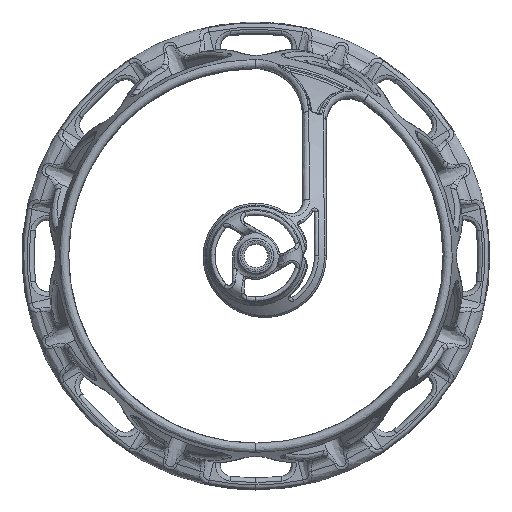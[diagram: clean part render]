
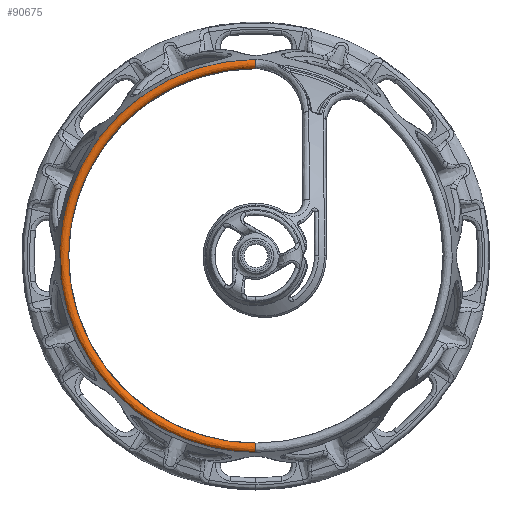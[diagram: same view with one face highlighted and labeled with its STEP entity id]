
A CAD part, left-side view. The second image highlights one B-rep face of the part: STEP entity #90675.
In plain terms, the highlighted free-form (B-spline) face has degree [2, 2] with [9, 9] control points.
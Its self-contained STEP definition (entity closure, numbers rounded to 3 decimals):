
#3992 = VERTEX_POINT('',#3993);
#3993 = CARTESIAN_POINT('',(-2.035,0.,
    41.966));
#4002 = EDGE_CURVE('',#3992,#4003,#4005,.T.);
#4003 = VERTEX_POINT('',#4004);
#4004 = CARTESIAN_POINT('',(-1.775,0.,40.));
#4005 = ( BOUNDED_CURVE() B_SPLINE_CURVE(2,(#4006,#4007,#4008,#4009,
#4010),.UNSPECIFIED.,.F.,.F.) B_SPLINE_CURVE_WITH_KNOTS((3,2,3),(0.,
82.466,164.932),.UNSPECIFIED.) CURVE() 
GEOMETRIC_REPRESENTATION_ITEM() RATIONAL_B_SPLINE_CURVE((1.,
0.752,1.,0.752,1.)) REPRESENTATION_ITEM('') );
#4006 = CARTESIAN_POINT('',(-2.035,0.,
    41.966));
#4007 = CARTESIAN_POINT('',(-2.881,0.,
    41.738));
#4008 = CARTESIAN_POINT('',(-2.766,0.,
    40.869));
#4009 = CARTESIAN_POINT('',(-2.651,0.,40.));
#4010 = CARTESIAN_POINT('',(-1.775,0.,40.));
#4644 = VERTEX_POINT('',#4645);
#4645 = CARTESIAN_POINT('',(-2.035,0.,
    -41.966));
#4653 = EDGE_CURVE('',#3992,#4644,#4654,.T.);
#4654 = ( BOUNDED_CURVE() B_SPLINE_CURVE(2,(#4655,#4656,#4657,#4658,
#4659,#4660,#4661),.UNSPECIFIED.,.F.,.F.) B_SPLINE_CURVE_WITH_KNOTS((3,2
    ,2,3),(197.425,278.712,360.,378.097),
.UNSPECIFIED.) CURVE() GEOMETRIC_REPRESENTATION_ITEM() 
RATIONAL_B_SPLINE_CURVE((1.,0.759,1.,0.759,1.,
0.946,0.917)) REPRESENTATION_ITEM('') );
#4655 = CARTESIAN_POINT('',(-2.035,0.,
    41.966));
#4656 = CARTESIAN_POINT('',(-2.035,36.025,
    41.966));
#4657 = CARTESIAN_POINT('',(-2.035,41.481,
    6.357));
#4658 = CARTESIAN_POINT('',(-2.035,46.938,
    -29.252));
#4659 = CARTESIAN_POINT('',(-2.035,12.567,
    -40.04));
#4660 = CARTESIAN_POINT('',(-2.035,6.431,
    -41.966));
#4661 = CARTESIAN_POINT('',(-2.035,0.,
    -41.966));
#84897 = EDGE_CURVE('',#84898,#4003,#84900,.T.);
#84898 = VERTEX_POINT('',#84899);
#84899 = CARTESIAN_POINT('',(-1.775,0.,-40.));
#84900 = ( BOUNDED_CURVE() B_SPLINE_CURVE(2,(#84901,#84902,#84903,#84904
    ,#84905,#84906,#84907),.UNSPECIFIED.,.F.,.F.) 
B_SPLINE_CURVE_WITH_KNOTS((3,2,2,3),(341.903,360.,
441.288,522.575),.UNSPECIFIED.) CURVE() 
GEOMETRIC_REPRESENTATION_ITEM() RATIONAL_B_SPLINE_CURVE((0.917,
    0.946,1.,0.759,1.,0.759,1.)) 
REPRESENTATION_ITEM('') );
#84901 = CARTESIAN_POINT('',(-1.775,0.,-40.));
#84902 = CARTESIAN_POINT('',(-1.775,6.13,-40.));
#84903 = CARTESIAN_POINT('',(-1.775,11.978,
    -38.164));
#84904 = CARTESIAN_POINT('',(-1.775,44.74,
    -27.882));
#84905 = CARTESIAN_POINT('',(-1.775,39.538,
    6.059));
#84906 = CARTESIAN_POINT('',(-1.775,34.337,40.));
#84907 = CARTESIAN_POINT('',(-1.775,0.,40.));
#90675 = ADVANCED_FACE('',(#90676),#90689,.T.);
#90676 = FACE_BOUND('',#90677,.T.);
#90677 = EDGE_LOOP('',(#90678,#90686,#90687,#90688));
#90678 = ORIENTED_EDGE('',*,*,#90679,.T.);
#90679 = EDGE_CURVE('',#4644,#84898,#90680,.T.);
#90680 = ( BOUNDED_CURVE() B_SPLINE_CURVE(2,(#90681,#90682,#90683,#90684
,#90685),.UNSPECIFIED.,.F.,.F.) B_SPLINE_CURVE_WITH_KNOTS((3,2,3),(
0.044,0.25,0.5),.UNSPECIFIED.) CURVE() 
GEOMETRIC_REPRESENTATION_ITEM() RATIONAL_B_SPLINE_CURVE((0.915,
0.759,1.,0.707,1.)) REPRESENTATION_ITEM('') );
#90681 = CARTESIAN_POINT('',(-2.035,0.,-41.966));
#90682 = CARTESIAN_POINT('',(-2.775,0.,-41.766));
#90683 = CARTESIAN_POINT('',(-2.775,0.,-41.));
#90684 = CARTESIAN_POINT('',(-2.775,0.,-40.));
#90685 = CARTESIAN_POINT('',(-1.775,0.,-40.));
#90686 = ORIENTED_EDGE('',*,*,#84897,.T.);
#90687 = ORIENTED_EDGE('',*,*,#4002,.F.);
#90688 = ORIENTED_EDGE('',*,*,#4653,.T.);
#90689 = ( BOUNDED_SURFACE() B_SPLINE_SURFACE(2,2,(
    (#90690,#90691,#90692,#90693,#90694,#90695,#90696,#90697,#90698)
    ,(#90699,#90700,#90701,#90702,#90703,#90704,#90705,#90706,#90707)
    ,(#90708,#90709,#90710,#90711,#90712,#90713,#90714,#90715,#90716)
    ,(#90717,#90718,#90719,#90720,#90721,#90722,#90723,#90724,#90725)
    ,(#90726,#90727,#90728,#90729,#90730,#90731,#90732,#90733,#90734)
    ,(#90735,#90736,#90737,#90738,#90739,#90740,#90741,#90742,#90743)
    ,(#90744,#90745,#90746,#90747,#90748,#90749,#90750,#90751,#90752)
    ,(#90753,#90754,#90755,#90756,#90757,#90758,#90759,#90760,#90761)
    ,(#90762,#90763,#90764,#90765,#90766,#90767,#90768,#90769,#90770
)),.UNSPECIFIED.,.T.,.T.,.F.) B_SPLINE_SURFACE_WITH_KNOTS((1,2,2,2,2,2,1
    ),(1,2,2,2,2,2,1),(-0.25,0.,0.25,0.5,0.75,1.,1.25),(-0.25,0.,0.25,
0.5,0.75,1.,1.25),.UNSPECIFIED.) GEOMETRIC_REPRESENTATION_ITEM() 
RATIONAL_B_SPLINE_SURFACE((
    (1.,0.707,1.,0.707,1.,0.707,1.
      ,0.707,1.)
    ,(0.707,0.5,0.707,0.5,0.707,0.5
      ,0.707,0.5,0.707)
    ,(1.,0.707,1.,0.707,1.,0.707,1.
      ,0.707,1.)
    ,(0.707,0.5,0.707,0.5,0.707,0.5
      ,0.707,0.5,0.707)
    ,(1.,0.707,1.,0.707,1.,0.707,1.
      ,0.707,1.)
    ,(0.707,0.5,0.707,0.5,0.707,0.5
      ,0.707,0.5,0.707)
    ,(1.,0.707,1.,0.707,1.,0.707,1.
      ,0.707,1.)
    ,(0.707,0.5,0.707,0.5,0.707,0.5
      ,0.707,0.5,0.707)
    ,(1.,0.707,1.,0.707,1.,0.707,1.
,0.707,1.))) REPRESENTATION_ITEM('') SURFACE() );
#90690 = CARTESIAN_POINT('',(-1.775,0.,-42.));
#90691 = CARTESIAN_POINT('',(-0.775,0.,-42.));
#90692 = CARTESIAN_POINT('',(-0.775,0.,-41.));
#90693 = CARTESIAN_POINT('',(-0.775,0.,-40.));
#90694 = CARTESIAN_POINT('',(-1.775,0.,-40.));
#90695 = CARTESIAN_POINT('',(-2.775,0.,-40.));
#90696 = CARTESIAN_POINT('',(-2.775,0.,-41.));
#90697 = CARTESIAN_POINT('',(-2.775,0.,-42.));
#90698 = CARTESIAN_POINT('',(-1.775,0.,-42.));
#90699 = CARTESIAN_POINT('',(-1.775,42.,-42.));
#90700 = CARTESIAN_POINT('',(-0.775,42.,-42.));
#90701 = CARTESIAN_POINT('',(-0.775,41.,-41.));
#90702 = CARTESIAN_POINT('',(-0.775,40.,-40.));
#90703 = CARTESIAN_POINT('',(-1.775,40.,-40.));
#90704 = CARTESIAN_POINT('',(-2.775,40.,-40.));
#90705 = CARTESIAN_POINT('',(-2.775,41.,-41.));
#90706 = CARTESIAN_POINT('',(-2.775,42.,-42.));
#90707 = CARTESIAN_POINT('',(-1.775,42.,-42.));
#90708 = CARTESIAN_POINT('',(-1.775,42.,0.));
#90709 = CARTESIAN_POINT('',(-0.775,42.,0.));
#90710 = CARTESIAN_POINT('',(-0.775,41.,0.));
#90711 = CARTESIAN_POINT('',(-0.775,40.,0.));
#90712 = CARTESIAN_POINT('',(-1.775,40.,0.));
#90713 = CARTESIAN_POINT('',(-2.775,40.,0.));
#90714 = CARTESIAN_POINT('',(-2.775,41.,0.));
#90715 = CARTESIAN_POINT('',(-2.775,42.,0.));
#90716 = CARTESIAN_POINT('',(-1.775,42.,0.));
#90717 = CARTESIAN_POINT('',(-1.775,42.,42.));
#90718 = CARTESIAN_POINT('',(-0.775,42.,42.));
#90719 = CARTESIAN_POINT('',(-0.775,41.,41.));
#90720 = CARTESIAN_POINT('',(-0.775,40.,40.));
#90721 = CARTESIAN_POINT('',(-1.775,40.,40.));
#90722 = CARTESIAN_POINT('',(-2.775,40.,40.));
#90723 = CARTESIAN_POINT('',(-2.775,41.,41.));
#90724 = CARTESIAN_POINT('',(-2.775,42.,42.));
#90725 = CARTESIAN_POINT('',(-1.775,42.,42.));
#90726 = CARTESIAN_POINT('',(-1.775,0.,42.));
#90727 = CARTESIAN_POINT('',(-0.775,0.,42.));
#90728 = CARTESIAN_POINT('',(-0.775,0.,41.));
#90729 = CARTESIAN_POINT('',(-0.775,0.,40.));
#90730 = CARTESIAN_POINT('',(-1.775,0.,40.));
#90731 = CARTESIAN_POINT('',(-2.775,0.,40.));
#90732 = CARTESIAN_POINT('',(-2.775,0.,41.));
#90733 = CARTESIAN_POINT('',(-2.775,0.,42.));
#90734 = CARTESIAN_POINT('',(-1.775,0.,42.));
#90735 = CARTESIAN_POINT('',(-1.775,-42.,42.));
#90736 = CARTESIAN_POINT('',(-0.775,-42.,42.));
#90737 = CARTESIAN_POINT('',(-0.775,-41.,41.));
#90738 = CARTESIAN_POINT('',(-0.775,-40.,40.));
#90739 = CARTESIAN_POINT('',(-1.775,-40.,40.));
#90740 = CARTESIAN_POINT('',(-2.775,-40.,40.));
#90741 = CARTESIAN_POINT('',(-2.775,-41.,41.));
#90742 = CARTESIAN_POINT('',(-2.775,-42.,42.));
#90743 = CARTESIAN_POINT('',(-1.775,-42.,42.));
#90744 = CARTESIAN_POINT('',(-1.775,-42.,0.));
#90745 = CARTESIAN_POINT('',(-0.775,-42.,0.));
#90746 = CARTESIAN_POINT('',(-0.775,-41.,0.));
#90747 = CARTESIAN_POINT('',(-0.775,-40.,0.));
#90748 = CARTESIAN_POINT('',(-1.775,-40.,0.));
#90749 = CARTESIAN_POINT('',(-2.775,-40.,0.));
#90750 = CARTESIAN_POINT('',(-2.775,-41.,0.));
#90751 = CARTESIAN_POINT('',(-2.775,-42.,0.));
#90752 = CARTESIAN_POINT('',(-1.775,-42.,0.));
#90753 = CARTESIAN_POINT('',(-1.775,-42.,-42.));
#90754 = CARTESIAN_POINT('',(-0.775,-42.,-42.));
#90755 = CARTESIAN_POINT('',(-0.775,-41.,-41.));
#90756 = CARTESIAN_POINT('',(-0.775,-40.,-40.));
#90757 = CARTESIAN_POINT('',(-1.775,-40.,-40.));
#90758 = CARTESIAN_POINT('',(-2.775,-40.,-40.));
#90759 = CARTESIAN_POINT('',(-2.775,-41.,-41.));
#90760 = CARTESIAN_POINT('',(-2.775,-42.,-42.));
#90761 = CARTESIAN_POINT('',(-1.775,-42.,-42.));
#90762 = CARTESIAN_POINT('',(-1.775,0.,-42.));
#90763 = CARTESIAN_POINT('',(-0.775,0.,-42.));
#90764 = CARTESIAN_POINT('',(-0.775,0.,-41.));
#90765 = CARTESIAN_POINT('',(-0.775,0.,-40.));
#90766 = CARTESIAN_POINT('',(-1.775,0.,-40.));
#90767 = CARTESIAN_POINT('',(-2.775,0.,-40.));
#90768 = CARTESIAN_POINT('',(-2.775,0.,-41.));
#90769 = CARTESIAN_POINT('',(-2.775,0.,-42.));
#90770 = CARTESIAN_POINT('',(-1.775,0.,-42.));
